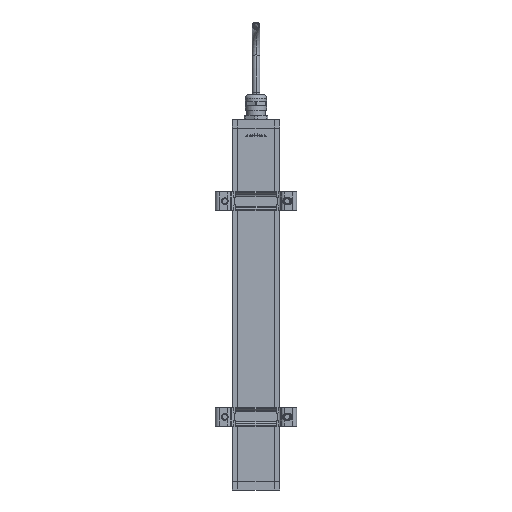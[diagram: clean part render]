
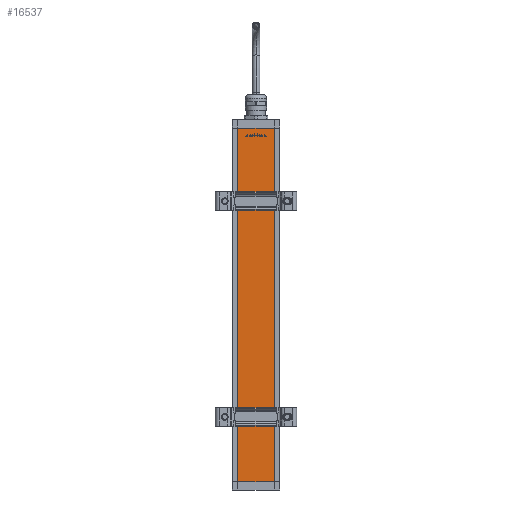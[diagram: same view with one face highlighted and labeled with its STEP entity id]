
A CAD part, front view. The second image highlights one B-rep face of the part: STEP entity #16537.
In plain terms, the highlighted planar face has unit normal (0, -1, 0).
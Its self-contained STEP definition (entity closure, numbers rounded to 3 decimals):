
#16050 = EDGE_CURVE ( 'NONE', #89555, #89696, #92584, .T. ) ;
#16296 = EDGE_CURVE ( 'NONE', #90505, #90544, #93319, .T. ) ;
#16328 = EDGE_CURVE ( 'NONE', #89696, #90544, #93420, .T. ) ;
#16329 = EDGE_CURVE ( 'NONE', #89555, #90505, #93423, .T. ) ;
#16537 = ADVANCED_FACE ( 'NONE', ( #94202 ), #94196, .F. ) ;
#20396 = EDGE_LOOP ( 'NONE', ( #57082, #57086, #57090, #57096 ) ) ;
#57082 = ORIENTED_EDGE ( 'NONE', *, *, #16296, .T. ) ;
#57086 = ORIENTED_EDGE ( 'NONE', *, *, #16328, .F. ) ;
#57090 = ORIENTED_EDGE ( 'NONE', *, *, #16050, .F. ) ;
#57096 = ORIENTED_EDGE ( 'NONE', *, *, #16329, .T. ) ;
#59836 = CARTESIAN_POINT ( 'NONE',  ( 14.4, -16.05, -283. ) ) ;
#59904 = CARTESIAN_POINT ( 'NONE',  ( -14.4, -16.05, -283. ) ) ;
#60280 = CARTESIAN_POINT ( 'NONE',  ( 14.4, -16.05, 0. ) ) ;
#60306 = CARTESIAN_POINT ( 'NONE',  ( -14.4, -16.05, 0. ) ) ;
#89555 = VERTEX_POINT ( 'NONE', #59836 ) ;
#89696 = VERTEX_POINT ( 'NONE', #59904 ) ;
#90379 = VECTOR ( 'NONE', #92586, 1000. ) ;
#90505 = VERTEX_POINT ( 'NONE', #60280 ) ;
#90544 = VERTEX_POINT ( 'NONE', #60306 ) ;
#91450 = VECTOR ( 'NONE', #93327, 1000. ) ;
#91563 = VECTOR ( 'NONE', #93422, 1000. ) ;
#91566 = VECTOR ( 'NONE', #93425, 1000. ) ;
#92005 = AXIS2_PLACEMENT_3D ( 'NONE', #94198, #94204, #94205 ) ;
#92584 = LINE ( 'NONE', #92585, #90379 ) ;
#92585 = CARTESIAN_POINT ( 'NONE',  ( -14.4, -16.05, -283. ) ) ;
#92586 = DIRECTION ( 'NONE',  ( -1., 0., 0. ) ) ;
#93319 = LINE ( 'NONE', #93325, #91450 ) ;
#93325 = CARTESIAN_POINT ( 'NONE',  ( -14.4, -16.05, 0. ) ) ;
#93327 = DIRECTION ( 'NONE',  ( -1., 0., 0. ) ) ;
#93420 = LINE ( 'NONE', #93421, #91563 ) ;
#93421 = CARTESIAN_POINT ( 'NONE',  ( -14.4, -16.05, -283. ) ) ;
#93422 = DIRECTION ( 'NONE',  ( 0., 0., 1. ) ) ;
#93423 = LINE ( 'NONE', #93424, #91566 ) ;
#93424 = CARTESIAN_POINT ( 'NONE',  ( 14.4, -16.05, -283. ) ) ;
#93425 = DIRECTION ( 'NONE',  ( 0., 0., 1. ) ) ;
#94196 = PLANE ( 'NONE',  #92005 ) ;
#94198 = CARTESIAN_POINT ( 'NONE',  ( -14.4, -16.05, -283. ) ) ;
#94202 = FACE_OUTER_BOUND ( 'NONE', #20396, .T. ) ;
#94204 = DIRECTION ( 'NONE',  ( 0., 1., 0. ) ) ;
#94205 = DIRECTION ( 'NONE',  ( 0., 0., 1. ) ) ;
